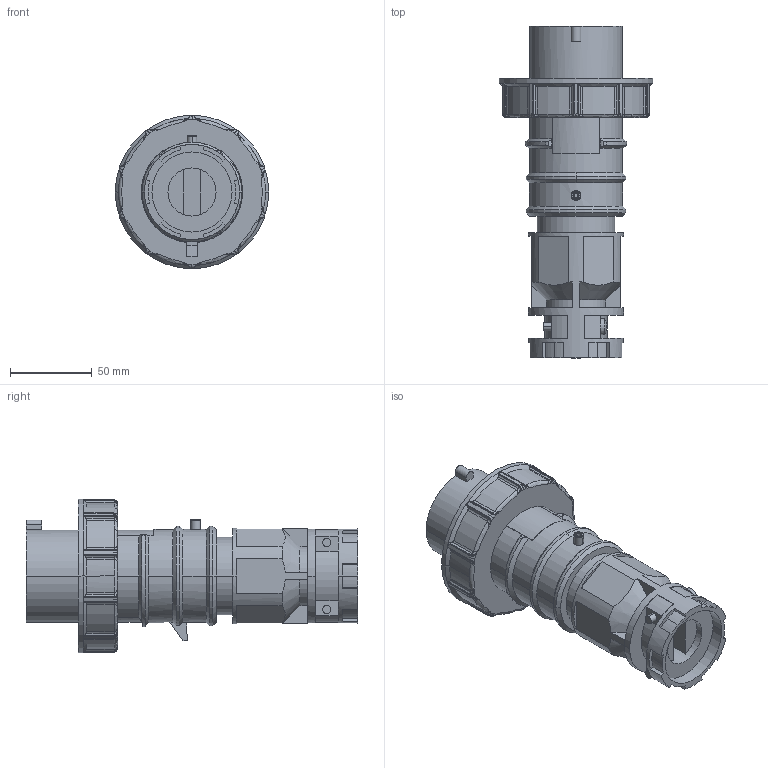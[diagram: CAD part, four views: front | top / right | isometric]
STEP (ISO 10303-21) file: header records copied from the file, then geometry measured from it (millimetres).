
FILE_DESCRIPTION (( 'STEP AP203' ), '1' );
FILE_NAME ('BRY430P9W.step', '2022-08-17T19:52:19', ( '' ), ( '' ), 'SwSTEP 2.0', 'SolidWorks 2021', '' );
FILE_SCHEMA (( 'CONFIG_CONTROL_DESIGN' ));
Length unit declared in the file: millimetre
Products named in the file (1): BRY430P9W
Bounding box: 94 x 203.23 x 94 mm (x, y, z)
Volume: 405199.7 mm3; surface area: 98635.4 mm2
Topology: 6 solids, 7 shells, 826 faces, 2228 edges, 1423 vertices
Faces by surface type: plane 327, cylinder 251, bspline 83, torus 81, cone 72, sphere 12
Entity records: 33706 total; most frequent: CARTESIAN_POINT 14701, ORIENTED_EDGE 4416, DIRECTION 3248, EDGE_CURVE 2208, VERTEX_POINT 1423, AXIS2_PLACEMENT_3D 1200, B_SPLINE_CURVE_WITH_KNOTS 880, EDGE_LOOP 867
